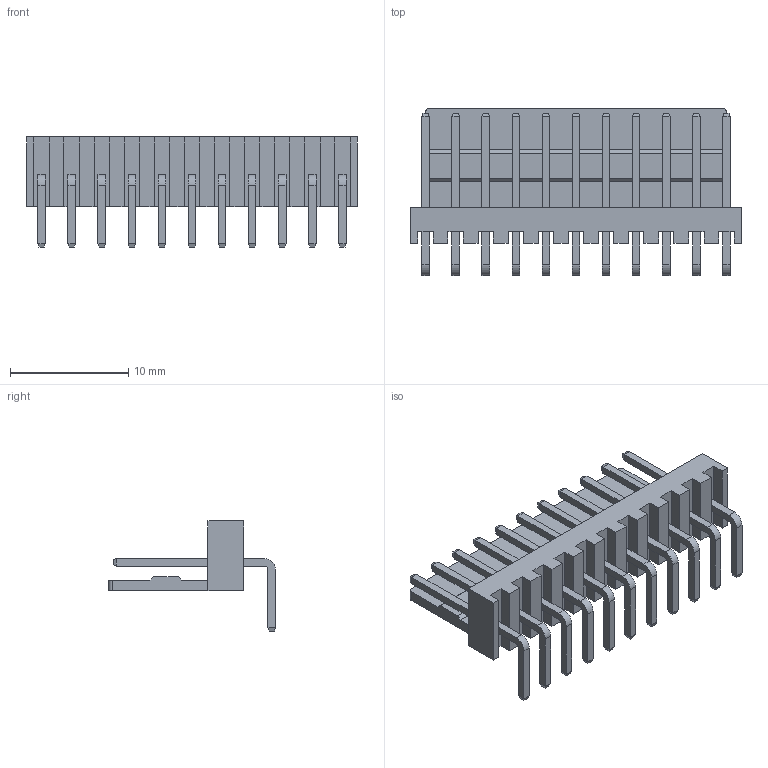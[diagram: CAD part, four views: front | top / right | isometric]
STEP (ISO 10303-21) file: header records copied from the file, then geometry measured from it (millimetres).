
FILE_DESCRIPTION (( 'STEP AP214' ), '1' );
FILE_NAME ('User Library-DS1070-11MR (WF-11RA CONNFLY).STEP', '2019-01-04T09:11:23', ( '' ), ( '' ), 'SwSTEP 2.0', 'SolidWorks 2018', '' );
FILE_SCHEMA (( 'AUTOMOTIVE_DESIGN' ));
Length unit declared in the file: millimetre
Products named in the file (1): User Library-DS1070-11MR (WF-11RA CONNFLY)
Bounding box: 27.94 x 14.1 x 9.3 mm (x, y, z)
Volume: 696 mm3; surface area: 1553.4 mm2
Topology: 1 solids, 1 shells, 302 faces, 746 edges, 468 vertices
Faces by surface type: plane 278, cylinder 24
Entity records: 9368 total; most frequent: CARTESIAN_POINT 1517, ORIENTED_EDGE 1492, DIRECTION 1400, EDGE_CURVE 746, VECTOR 698, LINE 698, VERTEX_POINT 468, AXIS2_PLACEMENT_3D 351
